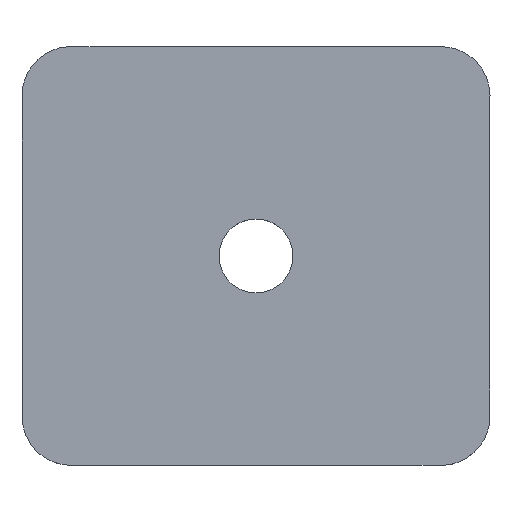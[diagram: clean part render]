
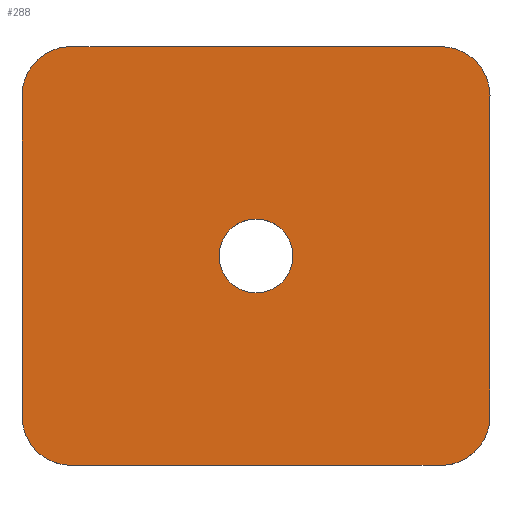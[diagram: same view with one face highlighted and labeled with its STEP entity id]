
A CAD part, top view. The second image highlights one B-rep face of the part: STEP entity #288.
In plain terms, the highlighted planar face has unit normal (0, 0, 1).
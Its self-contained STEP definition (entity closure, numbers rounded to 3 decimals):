
#15=FACE_BOUND('',#56,.T.);
#25=PLANE('',#315);
#40=FACE_OUTER_BOUND('',#55,.T.);
#55=EDGE_LOOP('',(#244,#245,#246,#247,#248,#249,#250,#251,#252,#253,#254,
#255));
#56=EDGE_LOOP('',(#256));
#62=LINE('',#412,#91);
#66=LINE('',#424,#95);
#69=LINE('',#430,#98);
#73=LINE('',#442,#102);
#76=LINE('',#448,#105);
#80=LINE('',#460,#109);
#83=LINE('',#466,#112);
#87=LINE('',#476,#116);
#91=VECTOR('',#330,10.);
#95=VECTOR('',#342,10.);
#98=VECTOR('',#347,10.);
#102=VECTOR('',#359,10.);
#105=VECTOR('',#364,10.);
#109=VECTOR('',#376,10.);
#112=VECTOR('',#381,10.);
#116=VECTOR('',#393,10.);
#117=CIRCLE('',#293,1.5);
#120=CIRCLE('',#298,1.998);
#122=CIRCLE('',#303,1.998);
#124=CIRCLE('',#308,1.998);
#126=CIRCLE('',#313,1.998);
#127=VERTEX_POINT('',#400);
#131=VERTEX_POINT('',#409);
#132=VERTEX_POINT('',#411);
#134=VERTEX_POINT('',#417);
#136=VERTEX_POINT('',#423);
#138=VERTEX_POINT('',#429);
#140=VERTEX_POINT('',#435);
#142=VERTEX_POINT('',#441);
#144=VERTEX_POINT('',#447);
#146=VERTEX_POINT('',#453);
#148=VERTEX_POINT('',#459);
#150=VERTEX_POINT('',#465);
#152=VERTEX_POINT('',#471);
#153=EDGE_CURVE('',#127,#127,#117,.T.);
#158=EDGE_CURVE('',#132,#131,#62,.T.);
#161=EDGE_CURVE('',#134,#132,#120,.T.);
#164=EDGE_CURVE('',#136,#134,#66,.T.);
#167=EDGE_CURVE('',#138,#136,#69,.T.);
#170=EDGE_CURVE('',#140,#138,#122,.T.);
#173=EDGE_CURVE('',#142,#140,#73,.T.);
#176=EDGE_CURVE('',#144,#142,#76,.T.);
#179=EDGE_CURVE('',#146,#144,#124,.T.);
#182=EDGE_CURVE('',#148,#146,#80,.T.);
#185=EDGE_CURVE('',#150,#148,#83,.T.);
#188=EDGE_CURVE('',#152,#150,#126,.T.);
#191=EDGE_CURVE('',#131,#152,#87,.T.);
#244=ORIENTED_EDGE('',*,*,#191,.T.);
#245=ORIENTED_EDGE('',*,*,#188,.T.);
#246=ORIENTED_EDGE('',*,*,#185,.T.);
#247=ORIENTED_EDGE('',*,*,#182,.T.);
#248=ORIENTED_EDGE('',*,*,#179,.T.);
#249=ORIENTED_EDGE('',*,*,#176,.T.);
#250=ORIENTED_EDGE('',*,*,#173,.T.);
#251=ORIENTED_EDGE('',*,*,#170,.T.);
#252=ORIENTED_EDGE('',*,*,#167,.T.);
#253=ORIENTED_EDGE('',*,*,#164,.T.);
#254=ORIENTED_EDGE('',*,*,#161,.T.);
#255=ORIENTED_EDGE('',*,*,#158,.T.);
#256=ORIENTED_EDGE('',*,*,#153,.T.);
#288=ADVANCED_FACE('',(#40,#15),#25,.T.);
#293=AXIS2_PLACEMENT_3D('',#401,#321,#322);
#298=AXIS2_PLACEMENT_3D('',#418,#336,#337);
#303=AXIS2_PLACEMENT_3D('',#436,#353,#354);
#308=AXIS2_PLACEMENT_3D('',#454,#370,#371);
#313=AXIS2_PLACEMENT_3D('',#472,#387,#388);
#315=AXIS2_PLACEMENT_3D('',#477,#394,#395);
#321=DIRECTION('center_axis',(0.,0.,-1.));
#322=DIRECTION('ref_axis',(1.,0.,0.));
#330=DIRECTION('',(-1.,0.,0.));
#336=DIRECTION('center_axis',(0.,0.,1.));
#337=DIRECTION('ref_axis',(0.997,0.075,0.));
#342=DIRECTION('',(-0.024,1.,0.));
#347=DIRECTION('',(0.,1.,0.));
#353=DIRECTION('center_axis',(0.,0.,1.));
#354=DIRECTION('ref_axis',(0.075,-0.997,0.));
#359=DIRECTION('',(1.,0.024,0.));
#364=DIRECTION('',(1.,0.,0.));
#370=DIRECTION('center_axis',(0.,0.,1.));
#371=DIRECTION('ref_axis',(-0.997,-0.075,0.));
#376=DIRECTION('',(0.024,-1.,0.));
#381=DIRECTION('',(0.,-1.,0.));
#387=DIRECTION('center_axis',(0.,0.,1.));
#388=DIRECTION('ref_axis',(-0.075,0.997,0.));
#393=DIRECTION('',(-1.,-0.024,0.));
#394=DIRECTION('center_axis',(0.,0.,1.));
#395=DIRECTION('ref_axis',(1.,0.,0.));
#400=CARTESIAN_POINT('',(-1.5,0.,0.6));
#401=CARTESIAN_POINT('Origin',(0.,0.,0.6));
#409=CARTESIAN_POINT('',(-7.512,8.5,0.6));
#411=CARTESIAN_POINT('',(7.498,8.5,0.6));
#412=CARTESIAN_POINT('',(7.498,8.5,0.6));
#417=CARTESIAN_POINT('',(9.497,6.653,0.6));
#418=CARTESIAN_POINT('Origin',(7.504,6.502,0.6));
#423=CARTESIAN_POINT('',(9.5,6.512,0.6));
#424=CARTESIAN_POINT('',(9.5,6.512,0.6));
#429=CARTESIAN_POINT('',(9.5,-6.498,0.6));
#430=CARTESIAN_POINT('',(9.5,-6.498,0.6));
#435=CARTESIAN_POINT('',(7.653,-8.497,0.6));
#436=CARTESIAN_POINT('Origin',(7.502,-6.504,0.6));
#441=CARTESIAN_POINT('',(7.512,-8.5,0.6));
#442=CARTESIAN_POINT('',(7.512,-8.5,0.6));
#447=CARTESIAN_POINT('',(-7.498,-8.5,0.6));
#448=CARTESIAN_POINT('',(-7.498,-8.5,0.6));
#453=CARTESIAN_POINT('',(-9.497,-6.653,0.6));
#454=CARTESIAN_POINT('Origin',(-7.504,-6.502,0.6));
#459=CARTESIAN_POINT('',(-9.5,-6.512,0.6));
#460=CARTESIAN_POINT('',(-9.5,-6.512,0.6));
#465=CARTESIAN_POINT('',(-9.5,6.498,0.6));
#466=CARTESIAN_POINT('',(-9.5,6.498,0.6));
#471=CARTESIAN_POINT('',(-7.653,8.497,0.6));
#472=CARTESIAN_POINT('Origin',(-7.502,6.504,0.6));
#476=CARTESIAN_POINT('',(-7.512,8.5,0.6));
#477=CARTESIAN_POINT('Origin',(0.,0.,
0.6));
